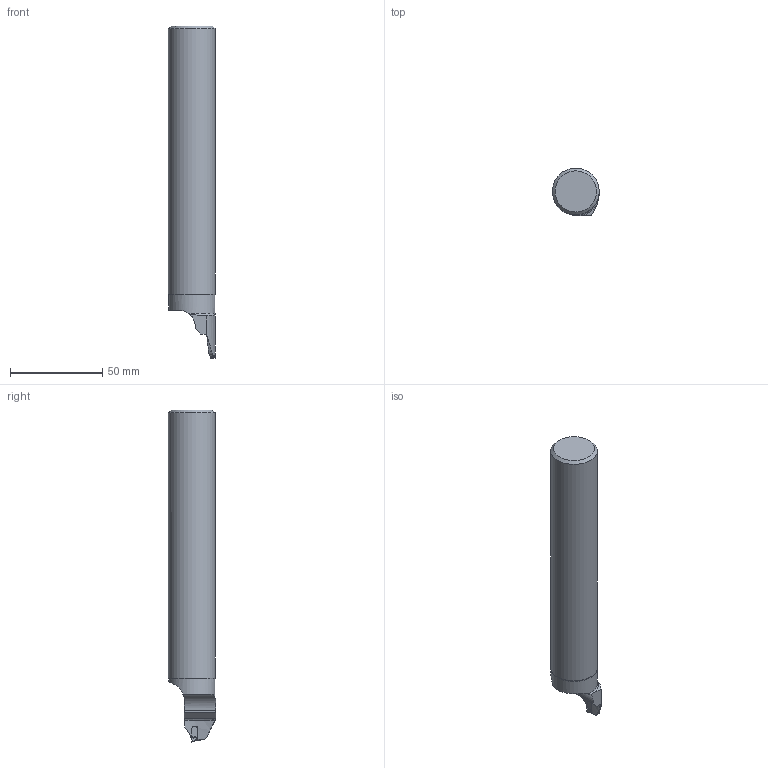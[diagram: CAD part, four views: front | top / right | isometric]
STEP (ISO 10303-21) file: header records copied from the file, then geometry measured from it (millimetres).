
FILE_DESCRIPTION(/* description */ (''),/* implementation_level */ '2;1');
FILE_NAME(/* name */ 'toolassembly_1.stp',/* time_stamp */ '2021-11-29T12:25:44+01:00',/* author */ (''),/* organization */ ('SMS'),/* preprocessor_version */ 'ST-DEVELOPER v16.7',/* originating_system */ 'SIEMENS PLM Software NX 12.0',/* authorisation */ '');
FILE_SCHEMA (('AUTOMOTIVE_DESIGN { 1 0 10303 214 3 1 1 1 }'));
Length unit declared in the file: millimetre
Products named in the file (4): ASSEMBLY_CONSTRUCTION; CUT_20211129122453; NOCUT_20211129122430; TOOLASSEMBLY_1
Assembly tree (3 placements, depth 2):
  TOOLASSEMBLY_1
    NOCUT_20211129122430
    CUT_20211129122453
    ASSEMBLY_CONSTRUCTION
Bounding box: 25.58 x 25.68 x 180 mm (x, y, z)
Volume: 79723 mm3; surface area: 14124 mm2
Topology: 2 solids, 2 shells, 104 faces, 270 edges, 172 vertices
Faces by surface type: plane 37, cylinder 30, bspline 19, extrusion 11, cone 4, torus 3
Full cylindrical faces by diameter (mm): 25.15 x1, 25.369 x1
Entity records: 5229 total; most frequent: CARTESIAN_POINT 2728, ORIENTED_EDGE 520, DIRECTION 452, EDGE_CURVE 260, AXIS2_PLACEMENT_3D 166, VERTEX_POINT 164, VECTOR 120, LINE 109
